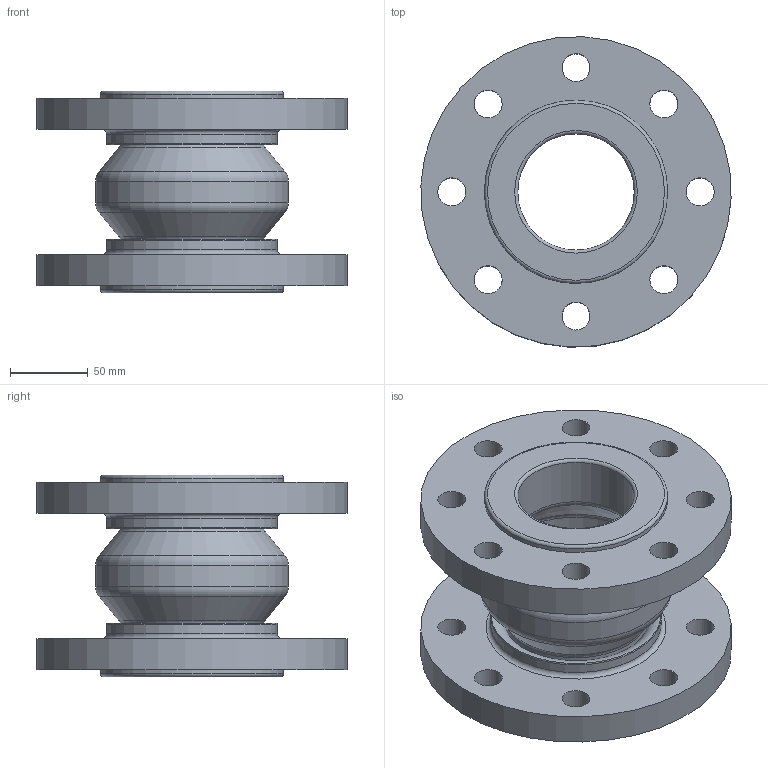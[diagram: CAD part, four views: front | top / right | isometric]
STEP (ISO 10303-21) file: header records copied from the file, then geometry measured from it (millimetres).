
FILE_DESCRIPTION(/* description */ (''),/* implementation_level */ '2;1');
FILE_NAME(/* name */ 'G_0080_130_016_HKS-R.stp',/* time_stamp */ '2022-07-04T15:24:49+02:00',/* author */ ('TKopatzki'),/* organization */ (''),/* preprocessor_version */ 'ST-DEVELOPER v19',/* originating_system */ 'Autodesk Inventor 2023',/* authorisation */ '');
FILE_SCHEMA (('AUTOMOTIVE_DESIGN { 1 0 10303 214 3 1 1 }'));
Length unit declared in the file: millimetre
Products named in the file (3): G_0080_130_016_HKS-R; GK_DN_80_Flansch; GK_R_DN80_Balg
Assembly tree (3 placements, depth 2):
  G_0080_130_016_HKS-R
    GK_DN_80_Flansch  x2
    GK_R_DN80_Balg
Bounding box: 199.81 x 199.81 x 130 mm (x, y, z)
Volume: 1331518.9 mm3; surface area: 273205.2 mm2
Topology: 3 solids, 3 shells, 84 faces, 214 edges, 142 vertices
Faces by surface type: cylinder 36, torus 32, plane 12, cone 4
Full cylindrical faces by diameter (mm): 18 x16, 75 x2, 90 x2, 92 x2, 100 x4, 108 x1, 110 x2, 118 x4, 124 x1, 200 x2
Entity records: 2110 total; most frequent: DIRECTION 417, CARTESIAN_POINT 325, ORIENTED_EDGE 310, AXIS2_PLACEMENT_3D 195, EDGE_CURVE 155, CIRCLE 128, VERTEX_POINT 103, EDGE_LOOP 84
